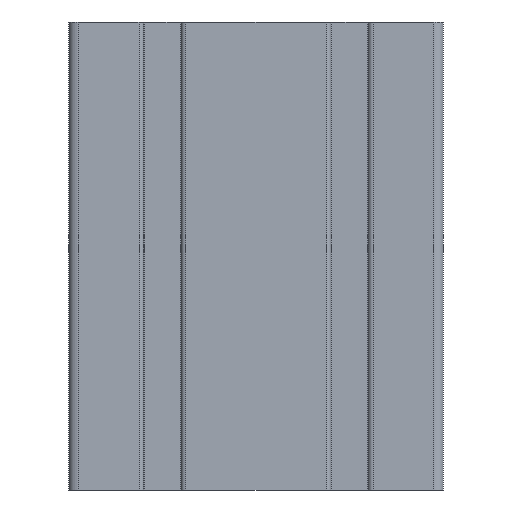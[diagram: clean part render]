
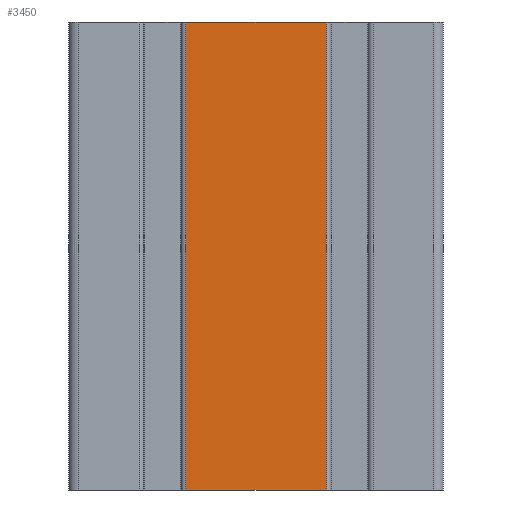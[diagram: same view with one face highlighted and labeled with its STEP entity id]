
A CAD part, left-side view. The second image highlights one B-rep face of the part: STEP entity #3450.
In plain terms, the highlighted planar face has unit normal (-1, 0, 0).
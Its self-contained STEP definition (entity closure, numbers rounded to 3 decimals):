
#88=PLANE('',#3794);
#192=LINE('',#5154,#528);
#221=LINE('',#5244,#557);
#408=LINE('',#5821,#744);
#409=LINE('',#5822,#745);
#528=VECTOR('',#4118,100.);
#557=VECTOR('',#4207,100.);
#744=VECTOR('',#4780,30.);
#745=VECTOR('',#4781,30.);
#944=FACE_OUTER_BOUND('',#1122,.T.);
#1122=EDGE_LOOP('',(#2801,#2802,#2803,#2804));
#1424=VERTEX_POINT('',#5148);
#1426=VERTEX_POINT('',#5152);
#1455=VERTEX_POINT('',#5240);
#1457=VERTEX_POINT('',#5243);
#1814=EDGE_CURVE('',#1424,#1426,#192,.T.);
#1858=EDGE_CURVE('',#1455,#1457,#221,.T.);
#2144=EDGE_CURVE('',#1457,#1426,#408,.T.);
#2145=EDGE_CURVE('',#1455,#1424,#409,.T.);
#2801=ORIENTED_EDGE('',*,*,#1814,.T.);
#2802=ORIENTED_EDGE('',*,*,#2144,.F.);
#2803=ORIENTED_EDGE('',*,*,#1858,.F.);
#2804=ORIENTED_EDGE('',*,*,#2145,.T.);
#3450=ADVANCED_FACE('',(#944),#88,.T.);
#3794=AXIS2_PLACEMENT_3D('',#5820,#4778,#4779);
#4118=DIRECTION('',(0.,0.,-1.));
#4207=DIRECTION('',(0.,0.,-1.));
#4778=DIRECTION('center_axis',(-1.,0.,0.));
#4779=DIRECTION('ref_axis',(0.,-1.,0.));
#4780=DIRECTION('',(0.,1.,0.));
#4781=DIRECTION('',(0.,1.,0.));
#5148=CARTESIAN_POINT('',(-40.,15.,100.));
#5152=CARTESIAN_POINT('',(-40.,15.,0.));
#5154=CARTESIAN_POINT('',(-40.,15.,0.));
#5240=CARTESIAN_POINT('',(-40.,-15.,100.));
#5243=CARTESIAN_POINT('',(-40.,-15.,0.));
#5244=CARTESIAN_POINT('',(-40.,-15.,0.));
#5820=CARTESIAN_POINT('Origin',(-40.,38.,0.));
#5821=CARTESIAN_POINT('',(-40.,19.,0.));
#5822=CARTESIAN_POINT('',(-40.,19.,100.));
